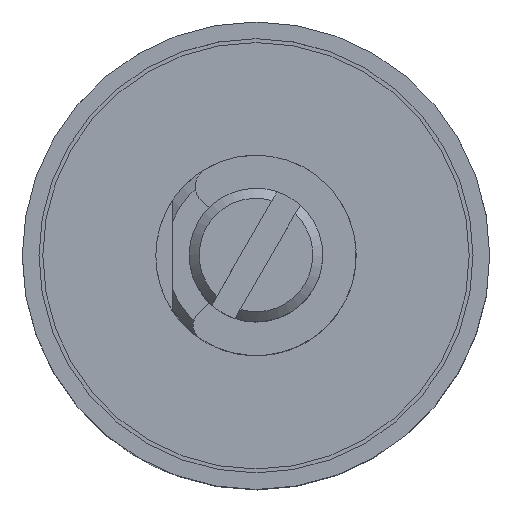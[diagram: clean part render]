
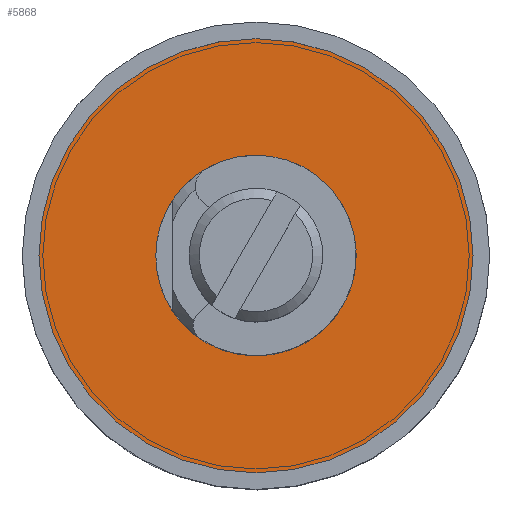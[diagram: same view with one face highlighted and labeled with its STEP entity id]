
A CAD part, top view. The second image highlights one B-rep face of the part: STEP entity #5868.
In plain terms, the highlighted planar face has unit normal (0, 0, 1).
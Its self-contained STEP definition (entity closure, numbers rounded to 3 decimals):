
#135 = FACE_OUTER_BOUND ( 'NONE', #1239, .T. ) ;
#395 = AXIS2_PLACEMENT_3D ( 'NONE', #3721, #7282, #4289 ) ;
#494 = ORIENTED_EDGE ( 'NONE', *, *, #927, .T. ) ;
#799 = AXIS2_PLACEMENT_3D ( 'NONE', #1083, #2222, #5940 ) ;
#927 = EDGE_CURVE ( 'NONE', #6613, #6613, #4672, .T. ) ;
#1083 = CARTESIAN_POINT ( 'NONE',  ( 3., 0., 0.5 ) ) ;
#1239 = EDGE_LOOP ( 'NONE', ( #4059 ) ) ;
#1864 = CARTESIAN_POINT ( 'NONE',  ( 6.5, 0., 0.5 ) ) ;
#2222 = DIRECTION ( 'NONE',  ( 0., 0., 1. ) ) ;
#2717 = VERTEX_POINT ( 'NONE', #1864 ) ;
#3721 = CARTESIAN_POINT ( 'NONE',  ( 0., 0., 0.5 ) ) ;
#4059 = ORIENTED_EDGE ( 'NONE', *, *, #4686, .T. ) ;
#4120 = PLANE ( 'NONE',  #799 ) ;
#4289 = DIRECTION ( 'NONE',  ( -1., 0., 0. ) ) ;
#4672 = CIRCLE ( 'NONE', #395, 3. ) ;
#4686 = EDGE_CURVE ( 'NONE', #2717, #2717, #7279, .T. ) ;
#4872 = AXIS2_PLACEMENT_3D ( 'NONE', #7158, #7770, #7803 ) ;
#5199 = FACE_BOUND ( 'NONE', #6355, .T. ) ;
#5868 = ADVANCED_FACE ( 'NONE', ( #5199, #135 ), #4120, .T. ) ;
#5940 = DIRECTION ( 'NONE',  ( 1., 0., 0. ) ) ;
#6355 = EDGE_LOOP ( 'NONE', ( #494 ) ) ;
#6613 = VERTEX_POINT ( 'NONE', #7241 ) ;
#7158 = CARTESIAN_POINT ( 'NONE',  ( 0., 0., 0.5 ) ) ;
#7241 = CARTESIAN_POINT ( 'NONE',  ( -3., 0., 0.5 ) ) ;
#7279 = CIRCLE ( 'NONE', #4872, 6.5 ) ;
#7282 = DIRECTION ( 'NONE',  ( 0., 0., -1. ) ) ;
#7770 = DIRECTION ( 'NONE',  ( 0., 0., 1. ) ) ;
#7803 = DIRECTION ( 'NONE',  ( 1., 0., 0. ) ) ;
